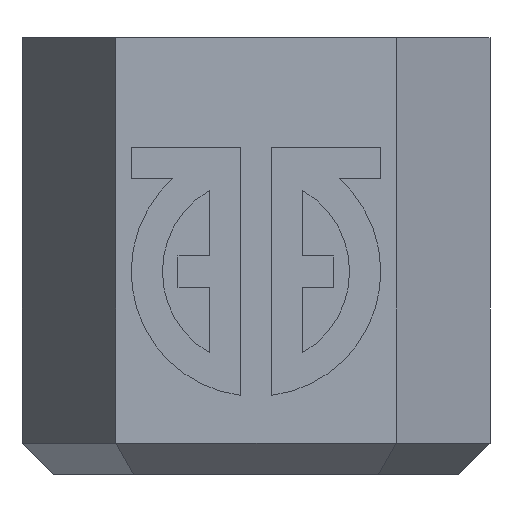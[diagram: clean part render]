
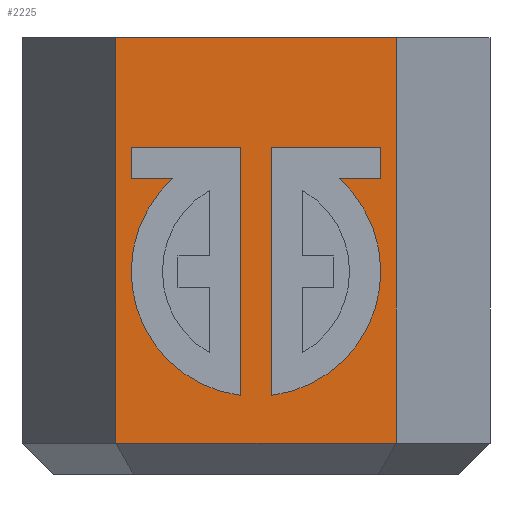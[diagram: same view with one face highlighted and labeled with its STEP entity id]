
A CAD part, front view. The second image highlights one B-rep face of the part: STEP entity #2225.
In plain terms, the highlighted planar face has unit normal (0, -1, 0).
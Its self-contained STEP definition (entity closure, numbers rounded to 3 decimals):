
#50=CIRCLE('',#3162,4.);
#51=CIRCLE('',#3163,4.);
#158=ORIENTED_EDGE('',*,*,#762,.T.);
#159=ORIENTED_EDGE('',*,*,#763,.T.);
#160=ORIENTED_EDGE('',*,*,#764,.F.);
#161=ORIENTED_EDGE('',*,*,#765,.F.);
#162=ORIENTED_EDGE('',*,*,#766,.F.);
#163=ORIENTED_EDGE('',*,*,#767,.F.);
#164=ORIENTED_EDGE('',*,*,#768,.F.);
#165=ORIENTED_EDGE('',*,*,#769,.F.);
#166=ORIENTED_EDGE('',*,*,#770,.F.);
#167=ORIENTED_EDGE('',*,*,#771,.T.);
#168=ORIENTED_EDGE('',*,*,#772,.T.);
#169=ORIENTED_EDGE('',*,*,#773,.T.);
#170=ORIENTED_EDGE('',*,*,#774,.T.);
#171=ORIENTED_EDGE('',*,*,#775,.T.);
#762=EDGE_CURVE('',#1070,#1071,#1280,.T.);
#763=EDGE_CURVE('',#1071,#1072,#1281,.T.);
#764=EDGE_CURVE('',#1073,#1072,#1282,.T.);
#765=EDGE_CURVE('',#1070,#1073,#1283,.T.);
#766=EDGE_CURVE('',#1074,#1075,#1284,.T.);
#767=EDGE_CURVE('',#1076,#1074,#1285,.T.);
#768=EDGE_CURVE('',#1077,#1076,#1286,.T.);
#769=EDGE_CURVE('',#1078,#1077,#1287,.T.);
#770=EDGE_CURVE('',#1075,#1078,#50,.T.);
#771=EDGE_CURVE('',#1079,#1080,#1288,.T.);
#772=EDGE_CURVE('',#1080,#1081,#1289,.T.);
#773=EDGE_CURVE('',#1081,#1082,#1290,.T.);
#774=EDGE_CURVE('',#1082,#1083,#51,.T.);
#775=EDGE_CURVE('',#1083,#1079,#1291,.T.);
#1070=VERTEX_POINT('',#4018);
#1071=VERTEX_POINT('',#4019);
#1072=VERTEX_POINT('',#4021);
#1073=VERTEX_POINT('',#4023);
#1074=VERTEX_POINT('',#4026);
#1075=VERTEX_POINT('',#4027);
#1076=VERTEX_POINT('',#4029);
#1077=VERTEX_POINT('',#4031);
#1078=VERTEX_POINT('',#4033);
#1079=VERTEX_POINT('',#4036);
#1080=VERTEX_POINT('',#4037);
#1081=VERTEX_POINT('',#4039);
#1082=VERTEX_POINT('',#4041);
#1083=VERTEX_POINT('',#4043);
#1280=LINE('',#4017,#1576);
#1281=LINE('',#4020,#1577);
#1282=LINE('',#4022,#1578);
#1283=LINE('',#4024,#1579);
#1284=LINE('',#4025,#1580);
#1285=LINE('',#4028,#1581);
#1286=LINE('',#4030,#1582);
#1287=LINE('',#4032,#1583);
#1288=LINE('',#4035,#1584);
#1289=LINE('',#4038,#1585);
#1290=LINE('',#4040,#1586);
#1291=LINE('',#4044,#1587);
#1576=VECTOR('',#3397,1000.);
#1577=VECTOR('',#3398,1000.);
#1578=VECTOR('',#3399,1000.);
#1579=VECTOR('',#3400,1000.);
#1580=VECTOR('',#3401,1000.);
#1581=VECTOR('',#3402,1000.);
#1582=VECTOR('',#3403,1000.);
#1583=VECTOR('',#3404,1000.);
#1584=VECTOR('',#3407,1000.);
#1585=VECTOR('',#3408,1000.);
#1586=VECTOR('',#3409,1000.);
#1587=VECTOR('',#3412,1000.);
#1839=EDGE_LOOP('',(#158,#159,#160,#161));
#1840=EDGE_LOOP('',(#162,#163,#164,#165,#166));
#1841=EDGE_LOOP('',(#167,#168,#169,#170,#171));
#1979=FACE_BOUND('',#1839,.T.);
#1980=FACE_BOUND('',#1840,.T.);
#1981=FACE_BOUND('',#1841,.T.);
#2109=PLANE('',#3161);
#2225=ADVANCED_FACE('',(#1979,#1980,#1981),#2109,.F.);
#3161=AXIS2_PLACEMENT_3D('',#4016,#3395,#3396);
#3162=AXIS2_PLACEMENT_3D('',#4034,#3405,#3406);
#3163=AXIS2_PLACEMENT_3D('',#4042,#3410,#3411);
#3395=DIRECTION('',(0.,1.,0.));
#3396=DIRECTION('',(1.,0.,0.));
#3397=DIRECTION('',(0.,0.,-1.));
#3398=DIRECTION('',(1.,0.,0.));
#3399=DIRECTION('',(0.,0.,-1.));
#3400=DIRECTION('',(1.,0.,0.));
#3401=DIRECTION('',(1.,0.,0.));
#3402=DIRECTION('',(0.,0.,-1.));
#3403=DIRECTION('',(-1.,0.,0.));
#3404=DIRECTION('',(0.,0.,1.));
#3405=DIRECTION('',(0.,-1.,0.));
#3406=DIRECTION('',(1.,0.,0.));
#3407=DIRECTION('',(1.,0.,0.));
#3408=DIRECTION('',(0.,0.,-1.));
#3409=DIRECTION('',(-1.,0.,0.));
#3410=DIRECTION('',(0.,1.,0.));
#3411=DIRECTION('',(1.,0.,0.));
#3412=DIRECTION('',(0.,0.,1.));
#4016=CARTESIAN_POINT('',(18.5,-137.,-16.2));
#4017=CARTESIAN_POINT('',(6.513,-137.,-4.302));
#4018=CARTESIAN_POINT('',(6.513,-137.,-2.6));
#4019=CARTESIAN_POINT('',(6.513,-137.,-15.6));
#4020=CARTESIAN_POINT('',(18.5,-137.,-15.6));
#4021=CARTESIAN_POINT('',(15.487,-137.,-15.6));
#4022=CARTESIAN_POINT('',(15.487,-137.,-4.302));
#4023=CARTESIAN_POINT('',(15.487,-137.,-2.6));
#4024=CARTESIAN_POINT('',(7.91,-137.,-2.6));
#4025=CARTESIAN_POINT('',(7.,-137.,-7.113));
#4026=CARTESIAN_POINT('',(7.,-137.,-7.113));
#4027=CARTESIAN_POINT('',(8.339,-137.,-7.113));
#4028=CARTESIAN_POINT('',(7.,-137.,-6.113));
#4029=CARTESIAN_POINT('',(7.,-137.,-6.113));
#4030=CARTESIAN_POINT('',(9.5,-137.,-6.113));
#4031=CARTESIAN_POINT('',(10.5,-137.,-6.113));
#4032=CARTESIAN_POINT('',(10.5,-137.,-6.113));
#4033=CARTESIAN_POINT('',(10.5,-137.,-14.069));
#4034=CARTESIAN_POINT('',(11.,-137.,-10.1));
#4035=CARTESIAN_POINT('',(15.,-137.,-6.113));
#4036=CARTESIAN_POINT('',(11.5,-137.,-6.113));
#4037=CARTESIAN_POINT('',(15.,-137.,-6.113));
#4038=CARTESIAN_POINT('',(15.,-137.,-7.113));
#4039=CARTESIAN_POINT('',(15.,-137.,-7.113));
#4040=CARTESIAN_POINT('',(13.661,-137.,-7.113));
#4041=CARTESIAN_POINT('',(13.661,-137.,-7.113));
#4042=CARTESIAN_POINT('',(11.,-137.,-10.1));
#4043=CARTESIAN_POINT('',(11.5,-137.,-14.069));
#4044=CARTESIAN_POINT('',(11.5,-137.,-9.6));
